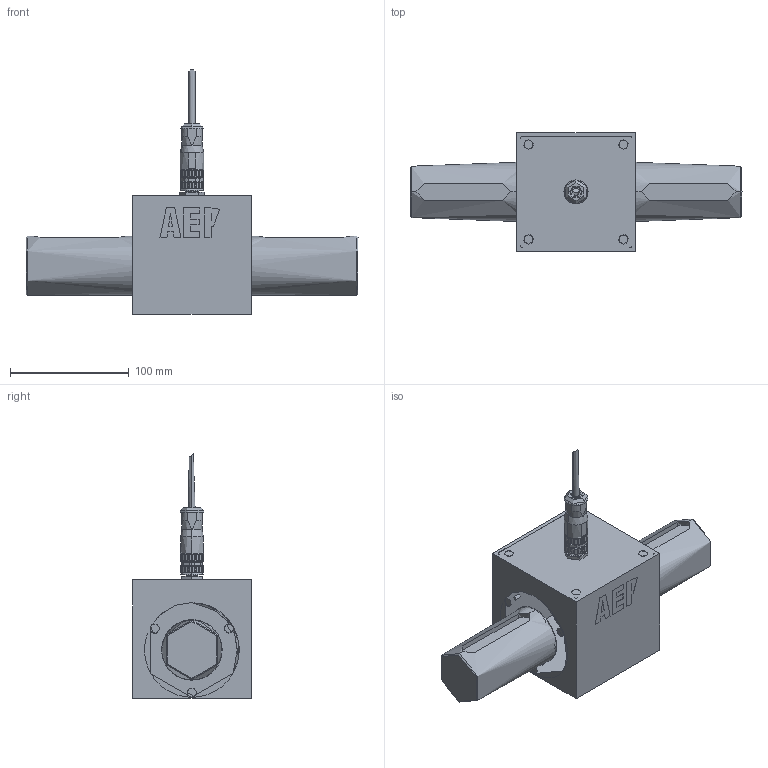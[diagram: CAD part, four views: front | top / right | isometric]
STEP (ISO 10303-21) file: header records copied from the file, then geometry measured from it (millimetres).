
FILE_DESCRIPTION(('STEP AP214'),'1');
FILE_NAME('RT2-RT2A 1000-3000-5000 Nm with cable.stp','2015-06-18T15:36:55',(' '),(' '),'Spatial InterOp 3D',' ',' ');
FILE_SCHEMA(('automotive_design'));
Length unit declared in the file: millimetre
Products named in the file (3): RT2-RT2A 1000-3000-5000 Nm with cable; Cable; RT2_RT2A
Assembly tree (2 placements, depth 2):
  RT2-RT2A 1000-3000-5000 Nm with cable
    Cable
    RT2_RT2A
Bounding box: 280 x 100 x 206.54 mm (x, y, z)
Volume: 16863.5 mm3
Topology: 18 solids, 19 shells, 861 faces, 2207 edges, 1483 vertices
Faces by surface type: plane 390, cylinder 313, cone 90, torus 43, bspline 22, extrusion 3
Full cylindrical faces by diameter (mm): 0.203 x1, 1.906 x1, 3.3 x12, 3.813 x7, 4.5 x7, 8 x7, 10.871 x1, 51 x1, 80 x2
Entity records: 34741 total; most frequent: CARTESIAN_POINT 6624, DIRECTION 4460, ORIENTED_EDGE 4396, EDGE_CURVE 2198, AXIS2_PLACEMENT_3D 1703, VERTEX_POINT 1516, VECTOR 1054, LINE 1051
